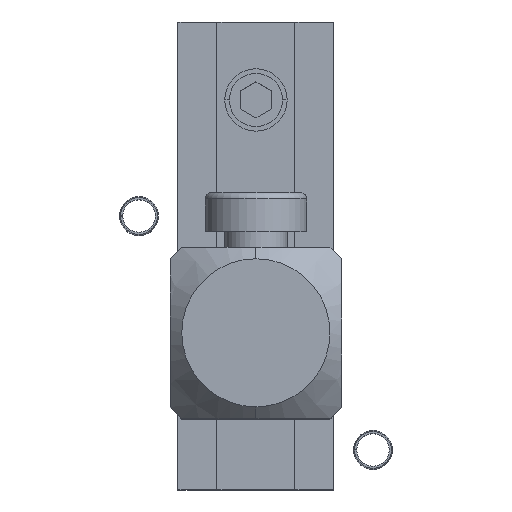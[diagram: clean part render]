
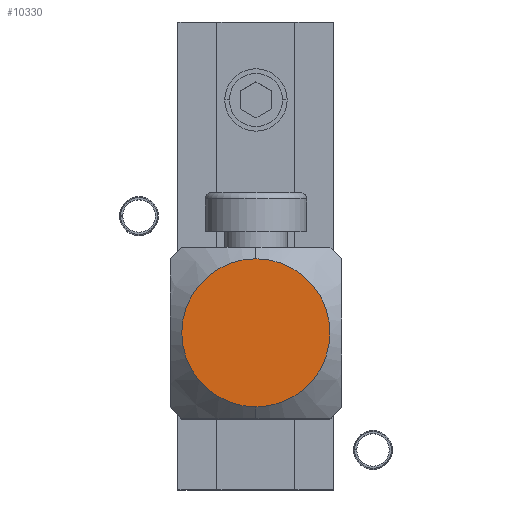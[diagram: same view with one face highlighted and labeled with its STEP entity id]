
A CAD part, top view. The second image highlights one B-rep face of the part: STEP entity #10330.
In plain terms, the highlighted face is planar.
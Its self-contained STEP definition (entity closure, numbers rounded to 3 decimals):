
#10130=CARTESIAN_POINT('',(0.,0.,0.));
#10140=DIRECTION('',(0.,0.,1.));
#10150=DIRECTION('',(1.,0.,0.));
#10160=AXIS2_PLACEMENT_3D('',#10130,#10140,#10150);
#10170=PLANE('',#10160);
#10180=CARTESIAN_POINT('',(11.,11.,0.));
#10190=DIRECTION('',(0.,0.,1.));
#10200=DIRECTION('',(0.,1.,0.));
#10210=AXIS2_PLACEMENT_3D('',#10180,#10190,#10200);
#10220=CIRCLE('',#10210,9.5);
#10230=CARTESIAN_POINT('',(11.,20.5,0.));
#10240=VERTEX_POINT('',#10230);
#10250=CARTESIAN_POINT('',(11.,1.5,0.));
#10260=VERTEX_POINT('',#10250);
#10270=EDGE_CURVE('',#10240,#10260,#10220,.T.);
#10280=ORIENTED_EDGE('',*,*,#10270,.F.);
#10290=EDGE_CURVE('',#10260,#10240,#10220,.T.);
#10300=ORIENTED_EDGE('',*,*,#10290,.F.);
#10310=EDGE_LOOP('',(#10300,#10280));
#10320=FACE_OUTER_BOUND('',#10310,.T.);
#10330=ADVANCED_FACE('',(#10320),#10170,.F.);
